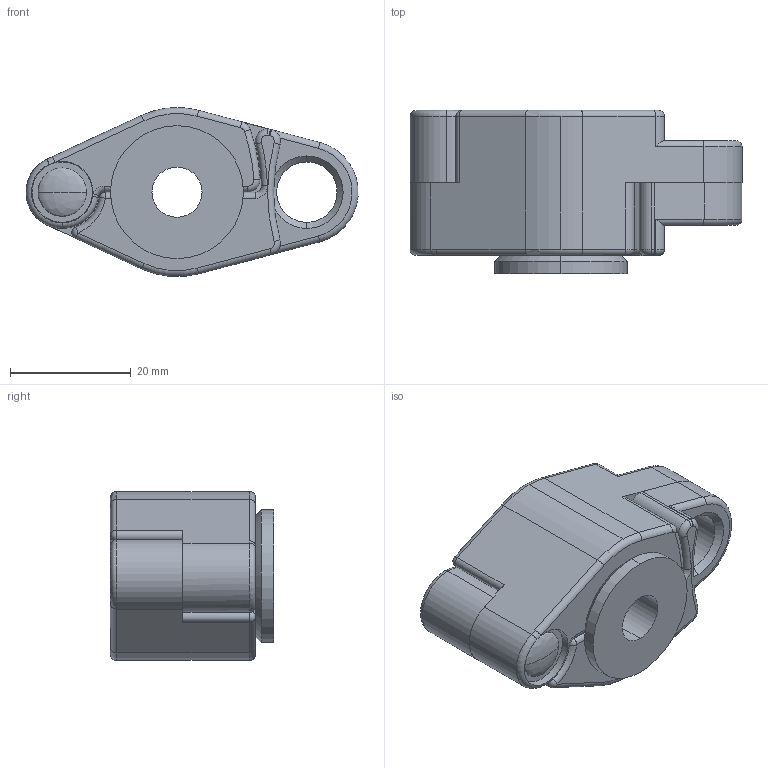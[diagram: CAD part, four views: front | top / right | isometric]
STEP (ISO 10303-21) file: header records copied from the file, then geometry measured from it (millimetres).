
FILE_DESCRIPTION (( 'STEP AP203' ), '1' );
FILE_NAME ('C-1586-8.STEP', '2019-06-07T01:29:01', ( '' ), ( '' ), 'SwSTEP 2.0', 'SolidWorks 2014', '' );
FILE_SCHEMA (( 'CONFIG_CONTROL_DESIGN' ));
Length unit declared in the file: millimetre
Products named in the file (5): C-1586-8_軸ベース_; C-1586-8_ワッシャー_; C-1586-8_平ワッシャーISO(新JIS)ver1.01__M5平ワッシャー(鉄)小形(旧JIS); C-1586-8_受けベース_; C-1586-8
Assembly tree (4 placements, depth 2):
  C-1586-8
    C-1586-8_ワッシャー_
    C-1586-8_受けベース_
    C-1586-8_軸ベース_
    C-1586-8_平ワッシャーISO(新JIS)ver1.01__M5平ワッシャー(鉄)小形(旧JIS)
Bounding box: 54.96 x 27 x 27.95 mm (x, y, z)
Volume: 16948.9 mm3; surface area: 10812.5 mm2
Topology: 4 solids, 4 shells, 228 faces, 546 edges, 307 vertices
Faces by surface type: cylinder 107, torus 50, plane 33, bspline 20, sphere 12, cone 6
Entity records: 7687 total; most frequent: CARTESIAN_POINT 1935, DIRECTION 1221, ORIENTED_EDGE 1048, EDGE_CURVE 524, AXIS2_PLACEMENT_3D 524, CIRCLE 309, VERTEX_POINT 307, EDGE_LOOP 241
